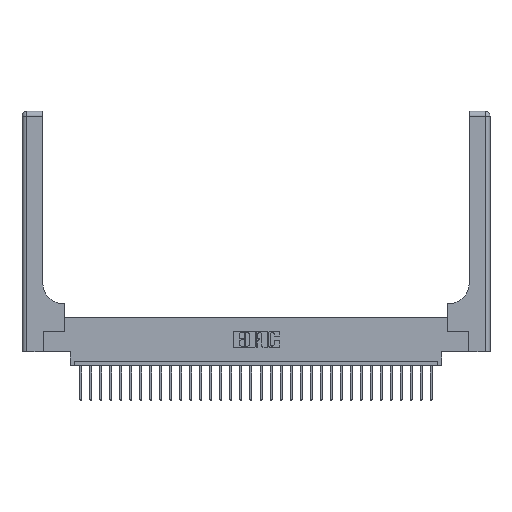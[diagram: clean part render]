
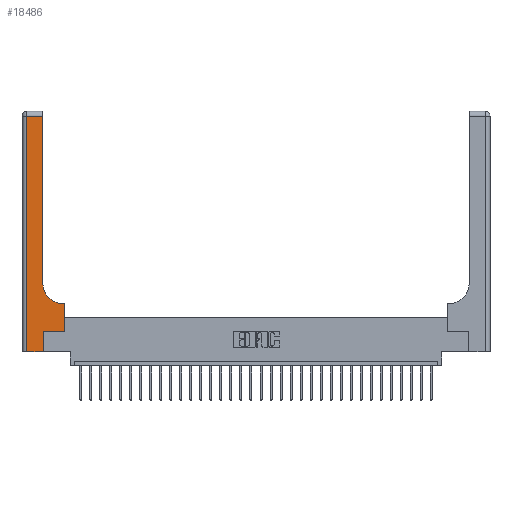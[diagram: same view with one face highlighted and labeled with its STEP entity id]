
A CAD part, top view. The second image highlights one B-rep face of the part: STEP entity #18486.
In plain terms, the highlighted planar face has unit normal (0, 0, 1).
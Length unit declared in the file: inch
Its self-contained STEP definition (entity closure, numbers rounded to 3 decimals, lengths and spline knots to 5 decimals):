
#323 = CARTESIAN_POINT ( 'NONE',  ( 0.265, 0.25, 0.37 ) ) ;
#367 = CARTESIAN_POINT ( 'NONE',  ( 0.06, 3., 0.37 ) ) ;
#1012 = VERTEX_POINT ( 'NONE', #323 ) ;
#1305 = VECTOR ( 'NONE', #1965, 39.37008 ) ;
#1375 = EDGE_LOOP ( 'NONE', ( #21690, #17947, #11699, #15568, #16345, #3167, #11537, #27453, #5602 ) ) ;
#1653 = EDGE_CURVE ( 'NONE', #4382, #27333, #17979, .T. ) ;
#1764 = CARTESIAN_POINT ( 'NONE',  ( 0.06, 0., 0.37 ) ) ;
#1965 = DIRECTION ( 'NONE',  ( 0., 1., 0. ) ) ;
#2255 = DIRECTION ( 'NONE',  ( 0., 0., -1. ) ) ;
#2400 = VECTOR ( 'NONE', #24078, 39.37008 ) ;
#2574 = CARTESIAN_POINT ( 'NONE',  ( 0.26, 3., 0.37 ) ) ;
#2725 = DIRECTION ( 'NONE',  ( 1., 0., 0. ) ) ;
#2732 = CARTESIAN_POINT ( 'NONE',  ( 0., 2.94, 0.37 ) ) ;
#2973 = EDGE_CURVE ( 'NONE', #27333, #1012, #11703, .T. ) ;
#3167 = ORIENTED_EDGE ( 'NONE', *, *, #4995, .T. ) ;
#3504 = CARTESIAN_POINT ( 'NONE',  ( 0.528, 0.6, 0.37 ) ) ;
#4382 = VERTEX_POINT ( 'NONE', #1764 ) ;
#4820 = LINE ( 'NONE', #367, #9239 ) ;
#4995 = EDGE_CURVE ( 'NONE', #1012, #6329, #7118, .T. ) ;
#5602 = ORIENTED_EDGE ( 'NONE', *, *, #15761, .T. ) ;
#5867 = EDGE_CURVE ( 'NONE', #13349, #4382, #4820, .T. ) ;
#6196 = EDGE_CURVE ( 'NONE', #6480, #18803, #24672, .T. ) ;
#6329 = VERTEX_POINT ( 'NONE', #11668 ) ;
#6480 = VERTEX_POINT ( 'NONE', #12384 ) ;
#6493 = FACE_OUTER_BOUND ( 'NONE', #1375, .T. ) ;
#7118 = LINE ( 'NONE', #17788, #7490 ) ;
#7158 = DIRECTION ( 'NONE',  ( 1., 0., 0. ) ) ;
#7490 = VECTOR ( 'NONE', #15756, 39.37008 ) ;
#7927 = EDGE_CURVE ( 'NONE', #18803, #13349, #22778, .T. ) ;
#8161 = VERTEX_POINT ( 'NONE', #3504 ) ;
#8734 = DIRECTION ( 'NONE',  ( 0., -1., 0. ) ) ;
#9239 = VECTOR ( 'NONE', #8734, 39.37008 ) ;
#9938 = DIRECTION ( 'NONE',  ( 0., 1., 0. ) ) ;
#11478 = DIRECTION ( 'NONE',  ( 0., 0., -1. ) ) ;
#11537 = ORIENTED_EDGE ( 'NONE', *, *, #27774, .T. ) ;
#11668 = CARTESIAN_POINT ( 'NONE',  ( 0.528, 0.25, 0.37 ) ) ;
#11699 = ORIENTED_EDGE ( 'NONE', *, *, #5867, .T. ) ;
#11703 = LINE ( 'NONE', #20646, #24627 ) ;
#12384 = CARTESIAN_POINT ( 'NONE',  ( 0.26, 0.85, 0.37 ) ) ;
#12452 = VECTOR ( 'NONE', #21227, 39.37008 ) ;
#13291 = CARTESIAN_POINT ( 'NONE',  ( 0., 0., 0.37 ) ) ;
#13349 = VERTEX_POINT ( 'NONE', #16552 ) ;
#13612 = CARTESIAN_POINT ( 'NONE',  ( 0.26, 2.94, 0.37 ) ) ;
#13970 = CARTESIAN_POINT ( 'NONE',  ( 0.51, 0.85, 0.37 ) ) ;
#14188 = VECTOR ( 'NONE', #20992, 39.37008 ) ;
#14311 = EDGE_CURVE ( 'NONE', #8161, #19097, #14837, .T. ) ;
#14757 = CIRCLE ( 'NONE', #21752, 0.25 ) ;
#14837 = LINE ( 'NONE', #23936, #2400 ) ;
#15568 = ORIENTED_EDGE ( 'NONE', *, *, #1653, .T. ) ;
#15756 = DIRECTION ( 'NONE',  ( 1., 0., 0. ) ) ;
#15761 = EDGE_CURVE ( 'NONE', #19097, #6480, #14757, .T. ) ;
#16345 = ORIENTED_EDGE ( 'NONE', *, *, #2973, .T. ) ;
#16552 = CARTESIAN_POINT ( 'NONE',  ( 0.06, 2.94, 0.37 ) ) ;
#17582 = CARTESIAN_POINT ( 'NONE',  ( 0., 3., 0.37 ) ) ;
#17788 = CARTESIAN_POINT ( 'NONE',  ( 0.265, 0.25, 0.37 ) ) ;
#17947 = ORIENTED_EDGE ( 'NONE', *, *, #7927, .T. ) ;
#17979 = LINE ( 'NONE', #13291, #20327 ) ;
#18258 = LINE ( 'NONE', #27779, #14188 ) ;
#18486 = ADVANCED_FACE ( 'NONE', ( #6493 ), #28593, .F. ) ;
#18599 = AXIS2_PLACEMENT_3D ( 'NONE', #17582, #2255, #22595 ) ;
#18803 = VERTEX_POINT ( 'NONE', #13612 ) ;
#19097 = VERTEX_POINT ( 'NONE', #19229 ) ;
#19229 = CARTESIAN_POINT ( 'NONE',  ( 0.51, 0.6, 0.37 ) ) ;
#20327 = VECTOR ( 'NONE', #7158, 39.37008 ) ;
#20646 = CARTESIAN_POINT ( 'NONE',  ( 0.265, 0., 0.37 ) ) ;
#20992 = DIRECTION ( 'NONE',  ( 0., 1., 0. ) ) ;
#21227 = DIRECTION ( 'NONE',  ( -1., 0., 0. ) ) ;
#21690 = ORIENTED_EDGE ( 'NONE', *, *, #6196, .T. ) ;
#21752 = AXIS2_PLACEMENT_3D ( 'NONE', #13970, #11478, #2725 ) ;
#22048 = CARTESIAN_POINT ( 'NONE',  ( 0.265, 0., 0.37 ) ) ;
#22595 = DIRECTION ( 'NONE',  ( -1., 0., 0. ) ) ;
#22778 = LINE ( 'NONE', #2732, #12452 ) ;
#23936 = CARTESIAN_POINT ( 'NONE',  ( 0.26, 0.6, 0.37 ) ) ;
#24078 = DIRECTION ( 'NONE',  ( -1., 0., 0. ) ) ;
#24627 = VECTOR ( 'NONE', #9938, 39.37008 ) ;
#24672 = LINE ( 'NONE', #2574, #1305 ) ;
#27333 = VERTEX_POINT ( 'NONE', #22048 ) ;
#27453 = ORIENTED_EDGE ( 'NONE', *, *, #14311, .T. ) ;
#27774 = EDGE_CURVE ( 'NONE', #6329, #8161, #18258, .T. ) ;
#27779 = CARTESIAN_POINT ( 'NONE',  ( 0.528, 0.25, 0.37 ) ) ;
#28593 = PLANE ( 'NONE',  #18599 ) ;
